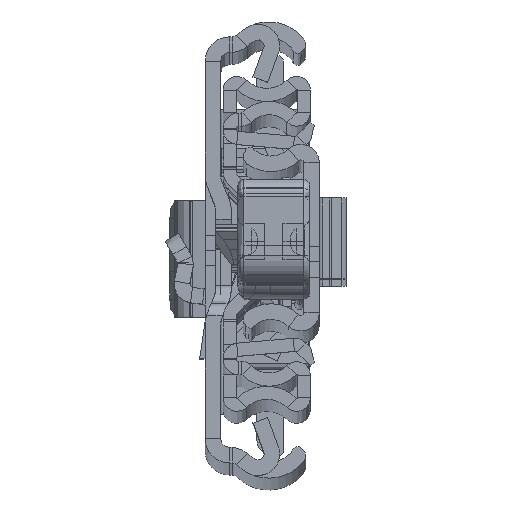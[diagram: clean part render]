
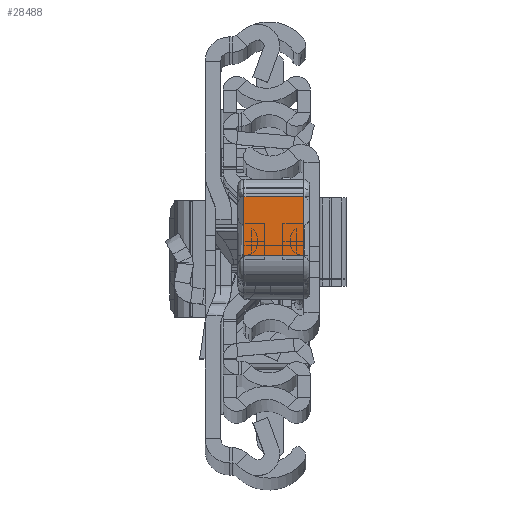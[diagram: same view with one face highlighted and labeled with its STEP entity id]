
A CAD part, top view. The second image highlights one B-rep face of the part: STEP entity #28488.
In plain terms, the highlighted face is planar.
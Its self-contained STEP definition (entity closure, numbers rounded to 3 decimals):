
#454 = CARTESIAN_POINT ( 'NONE',  ( 39.55, -12.274, -10. ) ) ;
#483 = VERTEX_POINT ( 'NONE', #2118 ) ;
#2118 = CARTESIAN_POINT ( 'NONE',  ( 39.818, -2.465, -10. ) ) ;
#2992 = DIRECTION ( 'NONE',  ( 0.027, 1., 0. ) ) ;
#3789 = VECTOR ( 'NONE', #30910, 1000. ) ;
#4631 = ORIENTED_EDGE ( 'NONE', *, *, #24470, .F. ) ;
#5137 = VECTOR ( 'NONE', #25931, 1000. ) ;
#5594 = DIRECTION ( 'NONE',  ( -0.027, -1., 0. ) ) ;
#5675 = ORIENTED_EDGE ( 'NONE', *, *, #17099, .F. ) ;
#7051 = CARTESIAN_POINT ( 'NONE',  ( 39.818, -2.465, 0. ) ) ;
#12673 = VERTEX_POINT ( 'NONE', #454 ) ;
#13154 = EDGE_CURVE ( 'NONE', #26145, #18980, #14863, .T. ) ;
#13761 = AXIS2_PLACEMENT_3D ( 'NONE', #34452, #13830, #5594 ) ;
#13830 = DIRECTION ( 'NONE',  ( -1., 0.027, 0. ) ) ;
#14149 = CARTESIAN_POINT ( 'NONE',  ( 39.55, -12.274, -11. ) ) ;
#14863 = LINE ( 'NONE', #29541, #26530 ) ;
#16042 = CARTESIAN_POINT ( 'NONE',  ( 39.55, -12.274, 0. ) ) ;
#16727 = FACE_OUTER_BOUND ( 'NONE', #31412, .T. ) ;
#17099 = EDGE_CURVE ( 'NONE', #18980, #483, #21843, .T. ) ;
#18966 = DIRECTION ( 'NONE',  ( -0.027, -1., 0. ) ) ;
#18980 = VERTEX_POINT ( 'NONE', #7051 ) ;
#18988 = ORIENTED_EDGE ( 'NONE', *, *, #13154, .F. ) ;
#19772 = PLANE ( 'NONE',  #13761 ) ;
#21843 = LINE ( 'NONE', #24965, #3789 ) ;
#22072 = LINE ( 'NONE', #27494, #33136 ) ;
#24470 = EDGE_CURVE ( 'NONE', #483, #12673, #22072, .T. ) ;
#24965 = CARTESIAN_POINT ( 'NONE',  ( 39.818, -2.465, -11. ) ) ;
#25931 = DIRECTION ( 'NONE',  ( 0., 0., 1. ) ) ;
#26105 = LINE ( 'NONE', #14149, #5137 ) ;
#26145 = VERTEX_POINT ( 'NONE', #16042 ) ;
#26530 = VECTOR ( 'NONE', #2992, 1000. ) ;
#27494 = CARTESIAN_POINT ( 'NONE',  ( 39.55, -12.274, -10. ) ) ;
#28488 = ADVANCED_FACE ( 'NONE', ( #16727 ), #19772, .F. ) ;
#28799 = EDGE_CURVE ( 'NONE', #12673, #26145, #26105, .T. ) ;
#29541 = CARTESIAN_POINT ( 'NONE',  ( 39.55, -12.274, 0. ) ) ;
#30910 = DIRECTION ( 'NONE',  ( 0., 0., -1. ) ) ;
#31412 = EDGE_LOOP ( 'NONE', ( #34600, #4631, #5675, #18988 ) ) ;
#33136 = VECTOR ( 'NONE', #18966, 1000. ) ;
#34452 = CARTESIAN_POINT ( 'NONE',  ( 39.55, -12.274, -11. ) ) ;
#34600 = ORIENTED_EDGE ( 'NONE', *, *, #28799, .F. ) ;
